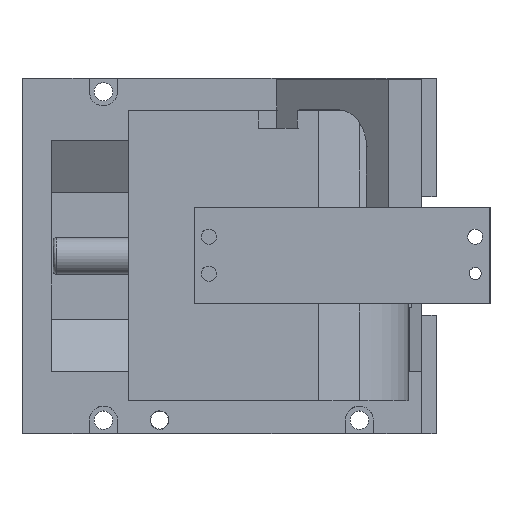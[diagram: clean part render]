
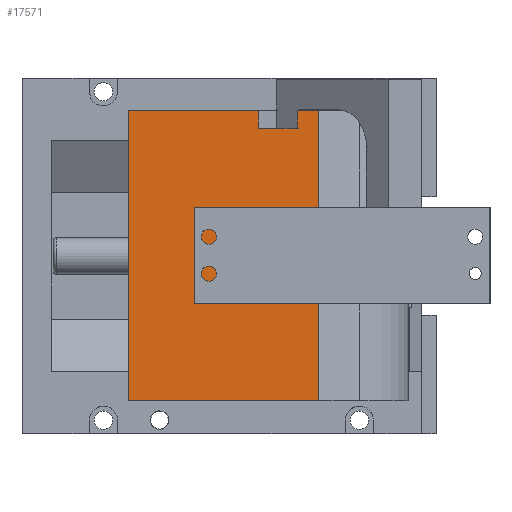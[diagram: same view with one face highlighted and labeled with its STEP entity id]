
A CAD part, top view. The second image highlights one B-rep face of the part: STEP entity #17571.
In plain terms, the highlighted planar face has unit normal (0, 0, 1).
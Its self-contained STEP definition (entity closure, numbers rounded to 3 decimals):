
#17160=CARTESIAN_POINT('Vertex',(248.528,213.,205.)) ;
#17163=CARTESIAN_POINT('Line Origine',(248.528,115.,205.)) ;
#17167=CARTESIAN_POINT('Vertex',(248.528,17.,205.)) ;
#17219=CARTESIAN_POINT('Line Origine',(184.236,17.,205.)) ;
#17223=CARTESIAN_POINT('Vertex',(119.944,17.,205.)) ;
#17422=CARTESIAN_POINT('Line Origine',(241.236,213.,205.)) ;
#17426=CARTESIAN_POINT('Vertex',(233.944,213.,205.)) ;
#17468=CARTESIAN_POINT('Vertex',(119.944,213.,205.)) ;
#17471=CARTESIAN_POINT('Line Origine',(163.89,213.,205.)) ;
#17475=CARTESIAN_POINT('Vertex',(207.836,213.,205.)) ;
#17514=CARTESIAN_POINT('Axis2P3D Location',(149.444,213.,205.)) ;
#17519=CARTESIAN_POINT('Line Origine',(220.89,201.,205.)) ;
#17523=CARTESIAN_POINT('Vertex',(207.836,201.,205.)) ;
#17525=CARTESIAN_POINT('Vertex',(233.944,201.,205.)) ;
#17528=CARTESIAN_POINT('Line Origine',(207.836,207.,205.)) ;
#17533=CARTESIAN_POINT('Line Origine',(119.944,115.,205.)) ;
#17538=CARTESIAN_POINT('Line Origine',(233.944,207.,205.)) ;
#17553=CARTESIAN_POINT('Axis2P3D Location',(175.944,115.,205.)) ;
#17557=CARTESIAN_POINT('Vertex',(179.261,121.071,205.)) ;
#17559=CARTESIAN_POINT('Vertex',(172.628,108.929,205.)) ;
#17562=CARTESIAN_POINT('Axis2P3D Location',(175.944,115.,205.)) ;
#17164=DIRECTION('Vector Direction',(0.,1.,0.)) ;
#17220=DIRECTION('Vector Direction',(-1.,0.,0.)) ;
#17423=DIRECTION('Vector Direction',(1.,0.,0.)) ;
#17472=DIRECTION('Vector Direction',(-1.,0.,0.)) ;
#17515=DIRECTION('Axis2P3D Direction',(-0.,0.,1.)) ;
#17516=DIRECTION('Axis2P3D XDirection',(0.,-1.,0.)) ;
#17520=DIRECTION('Vector Direction',(-1.,0.,0.)) ;
#17529=DIRECTION('Vector Direction',(0.,-1.,0.)) ;
#17534=DIRECTION('Vector Direction',(0.,-1.,0.)) ;
#17539=DIRECTION('Vector Direction',(0.,-1.,0.)) ;
#17554=DIRECTION('Axis2P3D Direction',(-0.,0.,1.)) ;
#17563=DIRECTION('Axis2P3D Direction',(-0.,0.,1.)) ;
#17517=AXIS2_PLACEMENT_3D('Plane Axis2P3D',#17514,#17515,#17516) ;
#17555=AXIS2_PLACEMENT_3D('Circle Axis2P3D',#17553,#17554,$) ;
#17564=AXIS2_PLACEMENT_3D('Circle Axis2P3D',#17562,#17563,$) ;
#17544=ORIENTED_EDGE('',*,*,#17527,.F.) ;
#17545=ORIENTED_EDGE('',*,*,#17532,.F.) ;
#17546=ORIENTED_EDGE('',*,*,#17477,.T.) ;
#17547=ORIENTED_EDGE('',*,*,#17537,.T.) ;
#17548=ORIENTED_EDGE('',*,*,#17225,.F.) ;
#17549=ORIENTED_EDGE('',*,*,#17169,.T.) ;
#17550=ORIENTED_EDGE('',*,*,#17428,.F.) ;
#17551=ORIENTED_EDGE('',*,*,#17542,.T.) ;
#17568=ORIENTED_EDGE('',*,*,#17561,.F.) ;
#17569=ORIENTED_EDGE('',*,*,#17566,.F.) ;
#17570=FACE_BOUND('',#17567,.T.) ;
#17165=VECTOR('Line Direction',#17164,1.) ;
#17221=VECTOR('Line Direction',#17220,1.) ;
#17424=VECTOR('Line Direction',#17423,1.) ;
#17473=VECTOR('Line Direction',#17472,1.) ;
#17521=VECTOR('Line Direction',#17520,1.) ;
#17530=VECTOR('Line Direction',#17529,1.) ;
#17535=VECTOR('Line Direction',#17534,1.) ;
#17540=VECTOR('Line Direction',#17539,1.) ;
#17571=ADVANCED_FACE('Brep With Voids',(#17552,#17570),#17518,.T.) ;
#17556=CIRCLE('generated circle',#17555,6.917) ;
#17565=CIRCLE('generated circle',#17564,6.917) ;
#17169=EDGE_CURVE('',#17168,#17161,#17166,.T.) ;
#17225=EDGE_CURVE('',#17168,#17224,#17222,.T.) ;
#17428=EDGE_CURVE('',#17427,#17161,#17425,.T.) ;
#17477=EDGE_CURVE('',#17476,#17469,#17474,.T.) ;
#17527=EDGE_CURVE('',#17524,#17526,#17522,.F.) ;
#17532=EDGE_CURVE('',#17476,#17524,#17531,.T.) ;
#17537=EDGE_CURVE('',#17469,#17224,#17536,.T.) ;
#17542=EDGE_CURVE('',#17427,#17526,#17541,.T.) ;
#17561=EDGE_CURVE('',#17558,#17560,#17556,.T.) ;
#17566=EDGE_CURVE('',#17560,#17558,#17565,.T.) ;
#17543=EDGE_LOOP('',(#17544,#17545,#17546,#17547,#17548,#17549,#17550,#17551)) ;
#17567=EDGE_LOOP('',(#17568,#17569)) ;
#17552=FACE_OUTER_BOUND('',#17543,.T.) ;
#17166=LINE('Line',#17163,#17165) ;
#17222=LINE('Line',#17219,#17221) ;
#17425=LINE('Line',#17422,#17424) ;
#17474=LINE('Line',#17471,#17473) ;
#17522=LINE('Line',#17519,#17521) ;
#17531=LINE('Line',#17528,#17530) ;
#17536=LINE('Line',#17533,#17535) ;
#17541=LINE('Line',#17538,#17540) ;
#17518=PLANE('Plane',#17517) ;
#17161=VERTEX_POINT('',#17160) ;
#17168=VERTEX_POINT('',#17167) ;
#17224=VERTEX_POINT('',#17223) ;
#17427=VERTEX_POINT('',#17426) ;
#17469=VERTEX_POINT('',#17468) ;
#17476=VERTEX_POINT('',#17475) ;
#17524=VERTEX_POINT('',#17523) ;
#17526=VERTEX_POINT('',#17525) ;
#17558=VERTEX_POINT('',#17557) ;
#17560=VERTEX_POINT('',#17559) ;
